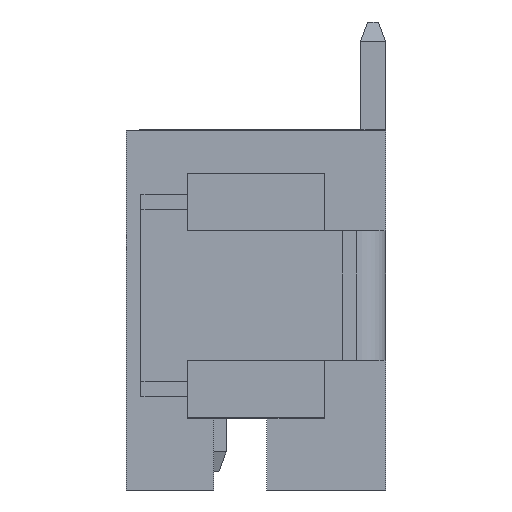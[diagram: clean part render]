
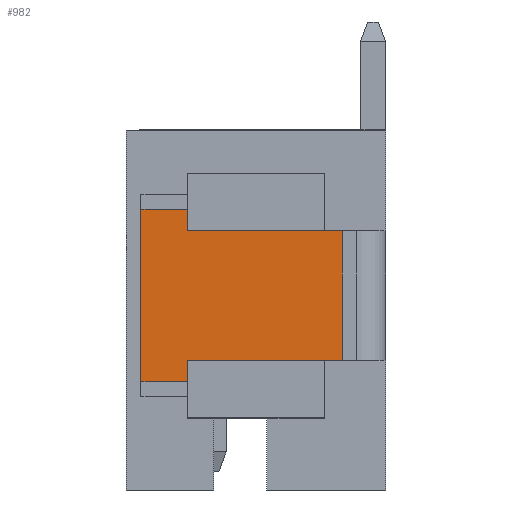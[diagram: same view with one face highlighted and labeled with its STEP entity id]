
A CAD part, left-side view. The second image highlights one B-rep face of the part: STEP entity #982.
In plain terms, the highlighted face is planar.
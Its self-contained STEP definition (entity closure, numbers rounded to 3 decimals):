
#58 = DIRECTION ( 'NONE',  ( 0., 0., -1. ) ) ;
#157 = ORIENTED_EDGE ( 'NONE', *, *, #3319, .T. ) ;
#175 = EDGE_CURVE ( 'NONE', #3945, #4462, #6289, .T. ) ;
#207 = DIRECTION ( 'NONE',  ( 0., 0., -1. ) ) ;
#220 = VERTEX_POINT ( 'NONE', #682 ) ;
#233 = CARTESIAN_POINT ( 'NONE',  ( 4.775, 3.5, -4.222 ) ) ;
#439 = ORIENTED_EDGE ( 'NONE', *, *, #6387, .T. ) ;
#673 = ORIENTED_EDGE ( 'NONE', *, *, #2572, .T. ) ;
#682 = CARTESIAN_POINT ( 'NONE',  ( 4.775, 1.1, -1.377 ) ) ;
#797 = EDGE_CURVE ( 'NONE', #6698, #220, #1352, .T. ) ;
#888 = CARTESIAN_POINT ( 'NONE',  ( 4.775, 3.2, -0.735 ) ) ;
#920 = LINE ( 'NONE', #1554, #5053 ) ;
#982 = ADVANCED_FACE ( 'NONE', ( #5029 ), #4295, .T. ) ;
#986 = VERTEX_POINT ( 'NONE', #1019 ) ;
#1019 = CARTESIAN_POINT ( 'NONE',  ( 4.775, 3.2, 1.175 ) ) ;
#1038 = EDGE_LOOP ( 'NONE', ( #3094, #3276, #6632, #6514, #157, #2602, #439, #673, #5187, #7440 ) ) ;
#1305 = CARTESIAN_POINT ( 'NONE',  ( 4.775, 1.1, -0.735 ) ) ;
#1344 = VERTEX_POINT ( 'NONE', #888 ) ;
#1352 = LINE ( 'NONE', #2319, #3412 ) ;
#1420 = CARTESIAN_POINT ( 'NONE',  ( 4.775, 3.2, -4.222 ) ) ;
#1456 = VERTEX_POINT ( 'NONE', #4316 ) ;
#1477 = LINE ( 'NONE', #1420, #3698 ) ;
#1554 = CARTESIAN_POINT ( 'NONE',  ( 4.775, 3.2, -4.222 ) ) ;
#1652 = CARTESIAN_POINT ( 'NONE',  ( 4.775, 1.4, -4.222 ) ) ;
#1681 = CARTESIAN_POINT ( 'NONE',  ( 4.775, 0., -1.377 ) ) ;
#2073 = DIRECTION ( 'NONE',  ( 1., 0., 0. ) ) ;
#2319 = CARTESIAN_POINT ( 'NONE',  ( 4.775, 1.1, -4.222 ) ) ;
#2448 = VECTOR ( 'NONE', #6904, 1000. ) ;
#2491 = LINE ( 'NONE', #4614, #7062 ) ;
#2572 = EDGE_CURVE ( 'NONE', #6663, #1456, #5137, .T. ) ;
#2602 = ORIENTED_EDGE ( 'NONE', *, *, #175, .T. ) ;
#2626 = LINE ( 'NONE', #1681, #6199 ) ;
#2645 = AXIS2_PLACEMENT_3D ( 'NONE', #7275, #2073, #3816 ) ;
#2822 = DIRECTION ( 'NONE',  ( 0., 1., 0. ) ) ;
#2839 = DIRECTION ( 'NONE',  ( 0., 0., -1. ) ) ;
#2886 = CARTESIAN_POINT ( 'NONE',  ( 4.775, 1.4, 1.175 ) ) ;
#2931 = EDGE_CURVE ( 'NONE', #1456, #6698, #5060, .T. ) ;
#3008 = VERTEX_POINT ( 'NONE', #6432 ) ;
#3085 = VECTOR ( 'NONE', #6198, 1000. ) ;
#3094 = ORIENTED_EDGE ( 'NONE', *, *, #7407, .T. ) ;
#3126 = EDGE_CURVE ( 'NONE', #3907, #3008, #3611, .T. ) ;
#3276 = ORIENTED_EDGE ( 'NONE', *, *, #3126, .F. ) ;
#3319 = EDGE_CURVE ( 'NONE', #986, #3945, #920, .T. ) ;
#3412 = VECTOR ( 'NONE', #2839, 1000. ) ;
#3520 = VECTOR ( 'NONE', #4711, 1000. ) ;
#3611 = LINE ( 'NONE', #233, #6229 ) ;
#3698 = VECTOR ( 'NONE', #6060, 1000. ) ;
#3816 = DIRECTION ( 'NONE',  ( 0., 0., -1. ) ) ;
#3907 = VERTEX_POINT ( 'NONE', #5186 ) ;
#3945 = VERTEX_POINT ( 'NONE', #4729 ) ;
#4037 = CARTESIAN_POINT ( 'NONE',  ( 4.775, 1.4, -4.222 ) ) ;
#4082 = DIRECTION ( 'NONE',  ( 0., -1., 0. ) ) ;
#4295 = PLANE ( 'NONE',  #2645 ) ;
#4316 = CARTESIAN_POINT ( 'NONE',  ( 4.775, 1.4, -0.735 ) ) ;
#4321 = CARTESIAN_POINT ( 'NONE',  ( 4.775, 1.4, 1.62 ) ) ;
#4411 = VECTOR ( 'NONE', #58, 1000. ) ;
#4462 = VERTEX_POINT ( 'NONE', #4321 ) ;
#4614 = CARTESIAN_POINT ( 'NONE',  ( 4.775, 3.5, -0.735 ) ) ;
#4689 = LINE ( 'NONE', #1652, #3085 ) ;
#4711 = DIRECTION ( 'NONE',  ( 0., -1., 0. ) ) ;
#4729 = CARTESIAN_POINT ( 'NONE',  ( 4.775, 3.2, 1.62 ) ) ;
#5029 = FACE_OUTER_BOUND ( 'NONE', #1038, .T. ) ;
#5053 = VECTOR ( 'NONE', #7295, 1000. ) ;
#5060 = LINE ( 'NONE', #5277, #3520 ) ;
#5137 = LINE ( 'NONE', #4037, #4411 ) ;
#5174 = CARTESIAN_POINT ( 'NONE',  ( 4.775, 3.5, 1.62 ) ) ;
#5186 = CARTESIAN_POINT ( 'NONE',  ( 4.775, 3.5, -0.735 ) ) ;
#5187 = ORIENTED_EDGE ( 'NONE', *, *, #2931, .T. ) ;
#5277 = CARTESIAN_POINT ( 'NONE',  ( 4.775, 0., -0.735 ) ) ;
#5442 = EDGE_CURVE ( 'NONE', #3907, #1344, #2491, .T. ) ;
#6060 = DIRECTION ( 'NONE',  ( 0., 0., 1. ) ) ;
#6198 = DIRECTION ( 'NONE',  ( 0., 0., -1. ) ) ;
#6199 = VECTOR ( 'NONE', #2822, 1000. ) ;
#6229 = VECTOR ( 'NONE', #207, 1000. ) ;
#6246 = EDGE_CURVE ( 'NONE', #1344, #986, #1477, .T. ) ;
#6289 = LINE ( 'NONE', #5174, #2448 ) ;
#6387 = EDGE_CURVE ( 'NONE', #4462, #6663, #4689, .T. ) ;
#6432 = CARTESIAN_POINT ( 'NONE',  ( 4.775, 3.5, -1.377 ) ) ;
#6514 = ORIENTED_EDGE ( 'NONE', *, *, #6246, .T. ) ;
#6632 = ORIENTED_EDGE ( 'NONE', *, *, #5442, .T. ) ;
#6663 = VERTEX_POINT ( 'NONE', #2886 ) ;
#6698 = VERTEX_POINT ( 'NONE', #1305 ) ;
#6904 = DIRECTION ( 'NONE',  ( 0., -1., 0. ) ) ;
#7062 = VECTOR ( 'NONE', #4082, 1000. ) ;
#7275 = CARTESIAN_POINT ( 'NONE',  ( 4.775, 3.5, -4.222 ) ) ;
#7295 = DIRECTION ( 'NONE',  ( 0., 0., 1. ) ) ;
#7407 = EDGE_CURVE ( 'NONE', #220, #3008, #2626, .T. ) ;
#7440 = ORIENTED_EDGE ( 'NONE', *, *, #797, .T. ) ;
